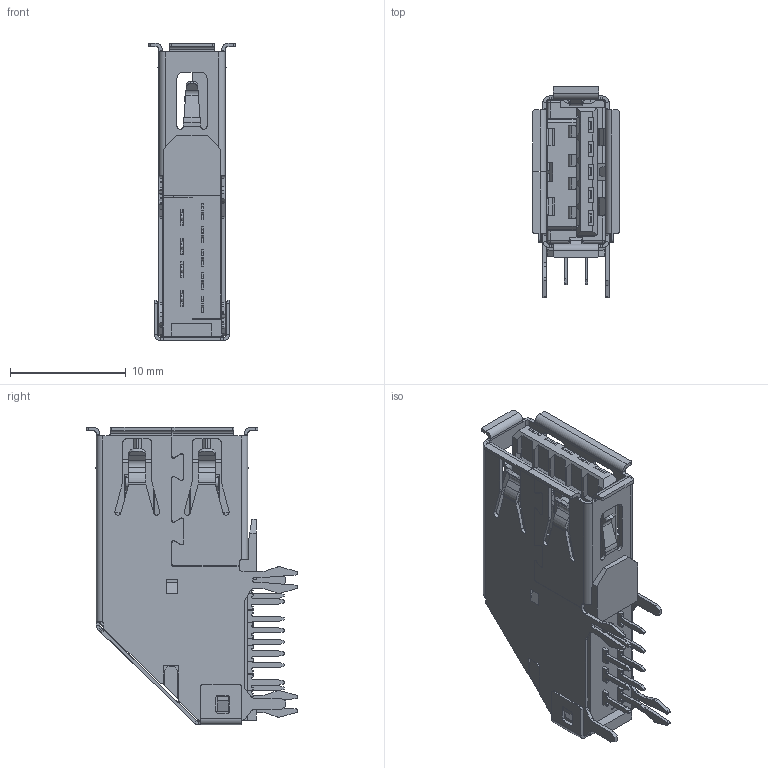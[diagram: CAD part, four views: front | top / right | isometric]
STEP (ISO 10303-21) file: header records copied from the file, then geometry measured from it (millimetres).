
FILE_DESCRIPTION((''),'2;1');
FILE_NAME('FUS314_REF','2020-06-23T',('gongcheng6'),(''),'PRO/ENGINEER BY PARAMETRIC TECHNOLOGY CORPORATION, 2010280','PRO/ENGINEER BY PARAMETRIC TECHNOLOGY CORPORATION, 2010280','');
FILE_SCHEMA(('CONFIG_CONTROL_DESIGN'));
Length unit declared in the file: millimetre
Products named in the file (1): FUS314_REF
Bounding box: 7.45 x 18.26 x 25.7 mm (x, y, z)
Volume: 809.4 mm3; surface area: 3389 mm2
Topology: 1 solids, 16 shells, 1597 faces, 4413 edges, 2822 vertices
Faces by surface type: plane 1264, cylinder 314, bspline 18, sphere 1
Entity records: 50800 total; most frequent: CARTESIAN_POINT 9853, ORIENTED_EDGE 8740, DIRECTION 8058, EDGE_CURVE 4412, VECTOR 3676, LINE 3676, VERTEX_POINT 2822, AXIS2_PLACEMENT_3D 2191
